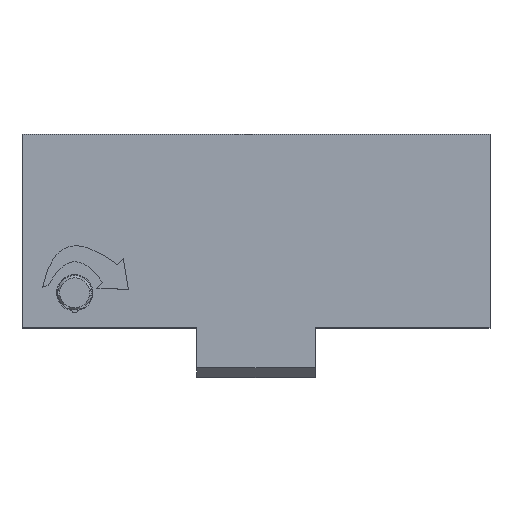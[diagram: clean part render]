
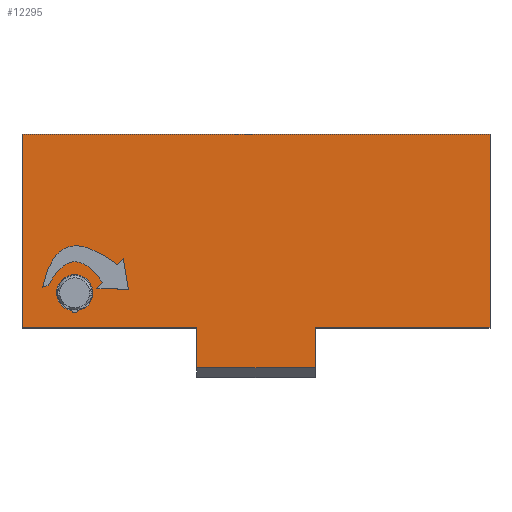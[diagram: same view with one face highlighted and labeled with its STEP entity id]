
A CAD part, top view. The second image highlights one B-rep face of the part: STEP entity #12295.
In plain terms, the highlighted planar face has unit normal (0, 0, 1).
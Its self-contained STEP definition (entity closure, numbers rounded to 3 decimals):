
#211=FACE_BOUND('',#2161,.T.);
#212=FACE_BOUND('',#2162,.T.);
#571=PLANE('',#13396);
#649=(
BOUNDED_CURVE()
B_SPLINE_CURVE(5,(#25632,#25633,#25634,#25635,#25636,#25637,#25638,#25639,
#25640,#25641,#25642,#25643,#25644,#25645,#25646),.UNSPECIFIED.,.F.,.F.)
B_SPLINE_CURVE_WITH_KNOTS((6,1,1,1,1,1,1,1,1,1,6),(0.,0.1,0.2,0.3,0.4,0.5,
0.6,0.7,0.8,0.9,1.),.UNSPECIFIED.)
CURVE()
GEOMETRIC_REPRESENTATION_ITEM()
RATIONAL_B_SPLINE_CURVE((1.,1.,1.,1.,1.,1.,1.,1.,1.,1.,1.,1.,1.,1.,1.))
REPRESENTATION_ITEM('')
);
#651=(
BOUNDED_CURVE()
B_SPLINE_CURVE(5,(#25700,#25701,#25702,#25703,#25704,#25705,#25706,#25707,
#25708,#25709,#25710,#25711,#25712,#25713,#25714),.UNSPECIFIED.,.F.,.F.)
B_SPLINE_CURVE_WITH_KNOTS((6,1,1,1,1,1,1,1,1,1,6),(-1.,-0.9,-0.8,-0.7,-0.6,
-0.5,-0.4,-0.3,-0.2,-0.1,0.),.UNSPECIFIED.)
CURVE()
GEOMETRIC_REPRESENTATION_ITEM()
RATIONAL_B_SPLINE_CURVE((1.,1.,1.,1.,1.,1.,1.,1.,1.,1.,1.,1.,1.,1.,1.))
REPRESENTATION_ITEM('')
);
#1363=FACE_OUTER_BOUND('',#2160,.T.);
#2160=EDGE_LOOP('',(#11017,#11018,#11019,#11020,#11021,#11022,#11023,#11024));
#2161=EDGE_LOOP('',(#11025,#11026,#11027,#11028,#11029,#11030,#11031));
#2162=EDGE_LOOP('',(#11032,#11033,#11034,#11035));
#3267=LINE('',#25577,#4442);
#3271=LINE('',#25585,#4446);
#3274=LINE('',#25591,#4449);
#3277=LINE('',#25597,#4452);
#3281=LINE('',#25666,#4456);
#3287=LINE('',#25739,#4462);
#3288=LINE('',#25742,#4463);
#3299=LINE('',#25764,#4474);
#3300=LINE('',#25766,#4475);
#3301=LINE('',#25768,#4476);
#3302=LINE('',#25770,#4477);
#3303=LINE('',#25772,#4478);
#3304=LINE('',#25773,#4479);
#3305=LINE('',#25781,#4480);
#4442=VECTOR('',#16427,10.);
#4446=VECTOR('',#16433,10.);
#4449=VECTOR('',#16438,10.);
#4452=VECTOR('',#16443,10.);
#4456=VECTOR('',#16449,10.);
#4462=VECTOR('',#16459,10.);
#4463=VECTOR('',#16462,10.);
#4474=VECTOR('',#16475,10.);
#4475=VECTOR('',#16476,10.);
#4476=VECTOR('',#16477,10.);
#4477=VECTOR('',#16478,10.);
#4478=VECTOR('',#16479,10.);
#4479=VECTOR('',#16480,10.);
#4480=VECTOR('',#16487,10.);
#5020=CIRCLE('',#13397,1.);
#5021=CIRCLE('',#13398,5.5);
#5022=CIRCLE('',#13399,1.);
#6072=VERTEX_POINT('',#25575);
#6073=VERTEX_POINT('',#25576);
#6076=VERTEX_POINT('',#25584);
#6078=VERTEX_POINT('',#25590);
#6080=VERTEX_POINT('',#25596);
#6082=VERTEX_POINT('',#25631);
#6084=VERTEX_POINT('',#25665);
#6086=VERTEX_POINT('',#25732);
#6089=VERTEX_POINT('',#25737);
#6090=VERTEX_POINT('',#25741);
#6100=VERTEX_POINT('',#25763);
#6101=VERTEX_POINT('',#25765);
#6102=VERTEX_POINT('',#25767);
#6103=VERTEX_POINT('',#25769);
#6104=VERTEX_POINT('',#25771);
#6105=VERTEX_POINT('',#25774);
#6106=VERTEX_POINT('',#25775);
#6107=VERTEX_POINT('',#25777);
#6108=VERTEX_POINT('',#25779);
#7730=EDGE_CURVE('',#6072,#6073,#3267,.T.);
#7734=EDGE_CURVE('',#6076,#6072,#3271,.T.);
#7737=EDGE_CURVE('',#6078,#6076,#3274,.T.);
#7740=EDGE_CURVE('',#6080,#6078,#3277,.T.);
#7743=EDGE_CURVE('',#6082,#6080,#649,.T.);
#7746=EDGE_CURVE('',#6084,#6082,#3281,.T.);
#7749=EDGE_CURVE('',#6073,#6084,#651,.T.);
#7754=EDGE_CURVE('',#6089,#6086,#3287,.T.);
#7755=EDGE_CURVE('',#6086,#6090,#3288,.T.);
#7766=EDGE_CURVE('',#6100,#6089,#3299,.T.);
#7767=EDGE_CURVE('',#6100,#6101,#3300,.T.);
#7768=EDGE_CURVE('',#6101,#6102,#3301,.T.);
#7769=EDGE_CURVE('',#6102,#6103,#3302,.T.);
#7770=EDGE_CURVE('',#6103,#6104,#3303,.T.);
#7771=EDGE_CURVE('',#6104,#6090,#3304,.T.);
#7772=EDGE_CURVE('',#6105,#6106,#5020,.T.);
#7773=EDGE_CURVE('',#6105,#6107,#5021,.T.);
#7774=EDGE_CURVE('',#6108,#6107,#5022,.T.);
#7775=EDGE_CURVE('',#6108,#6106,#3305,.T.);
#11017=ORIENTED_EDGE('',*,*,#7754,.F.);
#11018=ORIENTED_EDGE('',*,*,#7766,.F.);
#11019=ORIENTED_EDGE('',*,*,#7767,.T.);
#11020=ORIENTED_EDGE('',*,*,#7768,.T.);
#11021=ORIENTED_EDGE('',*,*,#7769,.T.);
#11022=ORIENTED_EDGE('',*,*,#7770,.T.);
#11023=ORIENTED_EDGE('',*,*,#7771,.T.);
#11024=ORIENTED_EDGE('',*,*,#7755,.F.);
#11025=ORIENTED_EDGE('',*,*,#7730,.T.);
#11026=ORIENTED_EDGE('',*,*,#7749,.T.);
#11027=ORIENTED_EDGE('',*,*,#7746,.T.);
#11028=ORIENTED_EDGE('',*,*,#7743,.T.);
#11029=ORIENTED_EDGE('',*,*,#7740,.T.);
#11030=ORIENTED_EDGE('',*,*,#7737,.T.);
#11031=ORIENTED_EDGE('',*,*,#7734,.T.);
#11032=ORIENTED_EDGE('',*,*,#7772,.F.);
#11033=ORIENTED_EDGE('',*,*,#7773,.T.);
#11034=ORIENTED_EDGE('',*,*,#7774,.F.);
#11035=ORIENTED_EDGE('',*,*,#7775,.T.);
#12295=ADVANCED_FACE('',(#1363,#211,#212),#571,.T.);
#13396=AXIS2_PLACEMENT_3D('',#25762,#16473,#16474);
#13397=AXIS2_PLACEMENT_3D('',#25776,#16481,#16482);
#13398=AXIS2_PLACEMENT_3D('',#25778,#16483,#16484);
#13399=AXIS2_PLACEMENT_3D('',#25780,#16485,#16486);
#16427=DIRECTION('',(0.651,0.759,0.));
#16433=DIRECTION('',(-1.,0.016,0.));
#16438=DIRECTION('',(0.168,-0.986,0.));
#16443=DIRECTION('',(0.651,0.759,0.));
#16449=DIRECTION('',(-0.949,-0.316,0.));
#16459=DIRECTION('',(-1.,0.,0.));
#16462=DIRECTION('',(0.,1.,0.));
#16473=DIRECTION('center_axis',(0.,0.,1.));
#16474=DIRECTION('ref_axis',(1.,0.,0.));
#16475=DIRECTION('',(0.,-1.,0.));
#16476=DIRECTION('',(1.,0.,0.));
#16477=DIRECTION('',(0.,1.,0.));
#16478=DIRECTION('',(-1.,0.,0.));
#16479=DIRECTION('',(0.,-1.,0.));
#16480=DIRECTION('',(1.,0.,0.));
#16481=DIRECTION('center_axis',(0.,0.,-1.));
#16482=DIRECTION('ref_axis',(0.227,0.974,0.));
#16483=DIRECTION('center_axis',(0.,0.,-1.));
#16484=DIRECTION('ref_axis',(1.,0.,0.));
#16485=DIRECTION('center_axis',(0.,0.,-1.));
#16486=DIRECTION('ref_axis',(-0.227,0.974,0.));
#16487=DIRECTION('',(-1.,0.,0.));
#25575=CARTESIAN_POINT('',(-48.263,-17.523,93.));
#25576=CARTESIAN_POINT('',(-46.539,-15.514,93.));
#25577=CARTESIAN_POINT('',(-33.704,-0.551,93.));
#25584=CARTESIAN_POINT('',(-38.697,-17.674,93.));
#25585=CARTESIAN_POINT('',(-19.493,-17.977,93.));
#25590=CARTESIAN_POINT('',(-40.302,-8.243,93.));
#25591=CARTESIAN_POINT('',(-40.417,-7.57,93.));
#25596=CARTESIAN_POINT('',(-42.026,-10.252,93.));
#25597=CARTESIAN_POINT('',(-30.585,3.085,93.));
#25631=CARTESIAN_POINT('',(-64.819,-17.094,93.));
#25632=CARTESIAN_POINT('Ctrl Pts',(-64.819,-17.094,
93.));
#25633=CARTESIAN_POINT('Ctrl Pts',(-64.628,-16.279,
93.));
#25634=CARTESIAN_POINT('Ctrl Pts',(-64.221,-14.709,
93.));
#25635=CARTESIAN_POINT('Ctrl Pts',(-63.541,-12.533,
93.));
#25636=CARTESIAN_POINT('Ctrl Pts',(-62.492,-9.999,
93.));
#25637=CARTESIAN_POINT('Ctrl Pts',(-60.927,-7.48,
93.));
#25638=CARTESIAN_POINT('Ctrl Pts',(-59.087,-5.666,
93.));
#25639=CARTESIAN_POINT('Ctrl Pts',(-56.952,-4.613,
93.));
#25640=CARTESIAN_POINT('Ctrl Pts',(-54.512,-4.34,
93.));
#25641=CARTESIAN_POINT('Ctrl Pts',(-51.783,-4.811,
93.));
#25642=CARTESIAN_POINT('Ctrl Pts',(-48.787,-5.965,
93.));
#25643=CARTESIAN_POINT('Ctrl Pts',(-46.196,-7.389,93.));
#25644=CARTESIAN_POINT('Ctrl Pts',(-44.15,-8.72,
93.));
#25645=CARTESIAN_POINT('Ctrl Pts',(-42.741,-9.722,
93.));
#25646=CARTESIAN_POINT('Ctrl Pts',(-42.026,-10.252,
93.));
#25665=CARTESIAN_POINT('',(-63.089,-16.517,93.));
#25666=CARTESIAN_POINT('',(-32.221,-6.228,93.));
#25700=CARTESIAN_POINT('Ctrl Pts',(-46.539,-15.514,
93.));
#25701=CARTESIAN_POINT('Ctrl Pts',(-46.901,-15.03,
93.));
#25702=CARTESIAN_POINT('Ctrl Pts',(-47.621,-14.106,
93.));
#25703=CARTESIAN_POINT('Ctrl Pts',(-48.694,-12.851,
93.));
#25704=CARTESIAN_POINT('Ctrl Pts',(-50.108,-11.447,93.));
#25705=CARTESIAN_POINT('Ctrl Pts',(-51.847,-10.171,
93.));
#25706=CARTESIAN_POINT('Ctrl Pts',(-53.554,-9.415,93.));
#25707=CARTESIAN_POINT('Ctrl Pts',(-55.226,-9.222,
93.));
#25708=CARTESIAN_POINT('Ctrl Pts',(-56.864,-9.615,
93.));
#25709=CARTESIAN_POINT('Ctrl Pts',(-58.467,-10.572,93.));
#25710=CARTESIAN_POINT('Ctrl Pts',(-60.038,-12.049,93.));
#25711=CARTESIAN_POINT('Ctrl Pts',(-61.272,-13.614,
93.));
#25712=CARTESIAN_POINT('Ctrl Pts',(-62.185,-14.988,
93.));
#25713=CARTESIAN_POINT('Ctrl Pts',(-62.789,-15.993,
93.));
#25714=CARTESIAN_POINT('Ctrl Pts',(-63.089,-16.517,93.));
#25732=CARTESIAN_POINT('',(-18.,-41.481,93.));
#25737=CARTESIAN_POINT('',(18.,-41.481,93.));
#25739=CARTESIAN_POINT('',(0.,-41.481,93.));
#25741=CARTESIAN_POINT('',(-18.,-29.28,93.));
#25742=CARTESIAN_POINT('',(-18.,-48.481,93.));
#25762=CARTESIAN_POINT('Origin',(0.,0.,93.));
#25763=CARTESIAN_POINT('',(18.,-29.28,93.));
#25764=CARTESIAN_POINT('',(18.,-48.481,93.));
#25765=CARTESIAN_POINT('',(71.,-29.28,93.));
#25766=CARTESIAN_POINT('',(-71.,-29.28,93.));
#25767=CARTESIAN_POINT('',(71.,29.28,93.));
#25768=CARTESIAN_POINT('',(71.,-29.28,93.));
#25769=CARTESIAN_POINT('',(-71.,29.28,93.));
#25770=CARTESIAN_POINT('',(71.,29.28,93.));
#25771=CARTESIAN_POINT('',(-71.,-29.28,93.));
#25772=CARTESIAN_POINT('',(-71.,29.28,93.));
#25773=CARTESIAN_POINT('',(-71.,-29.28,93.));
#25774=CARTESIAN_POINT('',(-56.251,-24.136,93.));
#25775=CARTESIAN_POINT('',(-55.5,-24.901,93.));
#25776=CARTESIAN_POINT('Origin',(-56.478,-25.11,93.));
#25777=CARTESIAN_POINT('',(-53.749,-24.136,93.));
#25778=CARTESIAN_POINT('Origin',(-55.,-18.78,93.));
#25779=CARTESIAN_POINT('',(-54.5,-24.901,93.));
#25780=CARTESIAN_POINT('Origin',(-53.522,-25.11,93.));
#25781=CARTESIAN_POINT('',(-27.75,-24.901,93.));
